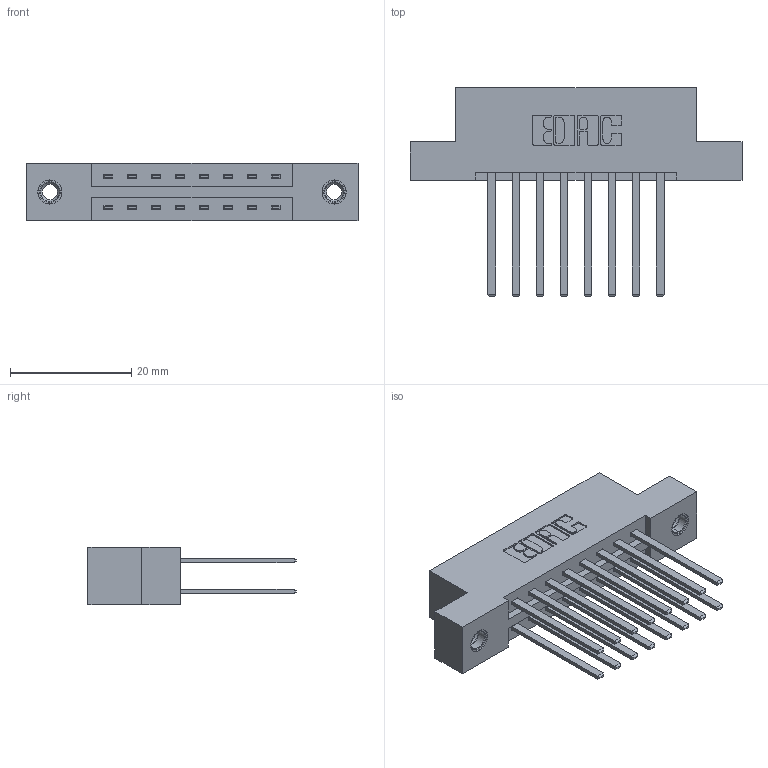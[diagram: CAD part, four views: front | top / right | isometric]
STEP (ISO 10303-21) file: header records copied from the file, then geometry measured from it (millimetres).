
FILE_DESCRIPTION (( 'STEP AP203' ), '1' );
FILE_NAME ('337-016-544-207.STEP', '2018-08-04T19:58:24', ( '' ), ( '' ), 'SwSTEP 2.0', 'SolidWorks 2016', '' );
FILE_SCHEMA (( 'CONFIG_CONTROL_DESIGN' ));
Length unit declared in the file: inch
Products named in the file (4): 337 Part_Flush Mounting Lugs - 0.156 Dia-TI; 345-292-001_345-293-144; 345-250-001_345-250-005-103; 337-016-544-207
Assembly tree (19 placements, depth 2):
  337-016-544-207
    337 Part_Flush Mounting Lugs - 0.156 Dia-TI
    345-292-001_345-293-144  x16
    345-250-001_345-250-005-103  x2
Bounding box: 54.71 x 34.3 x 9.4 mm (x, y, z)
Volume: 5524.1 mm3; surface area: 6683.4 mm2
Topology: 19 solids, 19 shells, 942 faces, 2735 edges, 1794 vertices
Faces by surface type: plane 646, cylinder 280, cone 12, torus 4
Entity records: 11602 total; most frequent: CARTESIAN_POINT 1961, ORIENTED_EDGE 1890, DIRECTION 1759, EDGE_CURVE 945, VECTOR 801, LINE 801, VERTEX_POINT 624, AXIS2_PLACEMENT_3D 479
